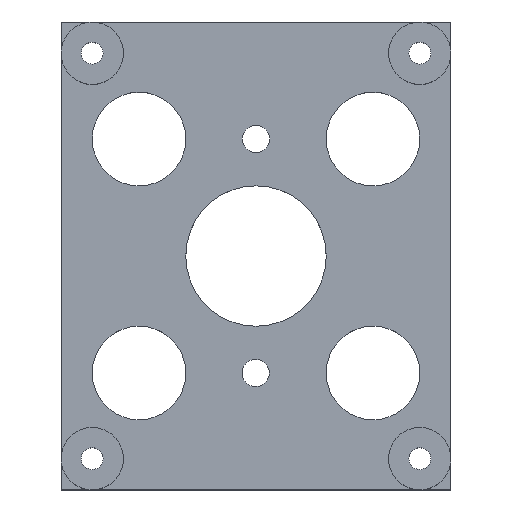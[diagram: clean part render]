
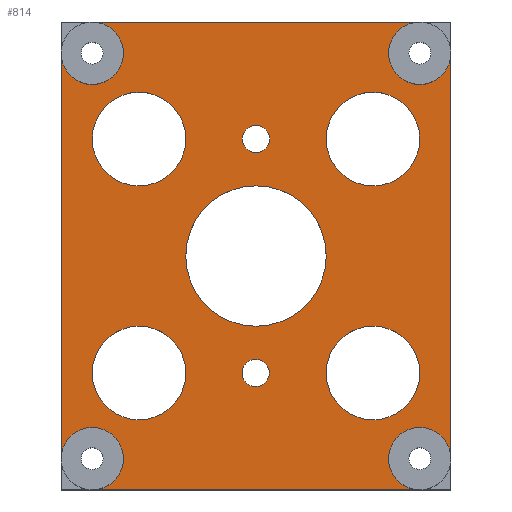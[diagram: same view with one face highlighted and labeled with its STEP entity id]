
A CAD part, top view. The second image highlights one B-rep face of the part: STEP entity #814.
In plain terms, the highlighted planar face has unit normal (0, 0, 1).
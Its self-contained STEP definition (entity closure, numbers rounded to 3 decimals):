
#39=FACE_BOUND('',#176,.T.);
#40=FACE_BOUND('',#177,.T.);
#41=FACE_BOUND('',#178,.T.);
#42=FACE_BOUND('',#179,.T.);
#43=FACE_BOUND('',#180,.T.);
#44=FACE_BOUND('',#181,.T.);
#45=FACE_BOUND('',#182,.T.);
#65=PLANE('',#927);
#114=FACE_OUTER_BOUND('',#175,.T.);
#175=EDGE_LOOP('',(#658,#659,#660,#661,#662,#663,#664,#665));
#176=EDGE_LOOP('',(#666));
#177=EDGE_LOOP('',(#667));
#178=EDGE_LOOP('',(#668));
#179=EDGE_LOOP('',(#669));
#180=EDGE_LOOP('',(#670));
#181=EDGE_LOOP('',(#671));
#182=EDGE_LOOP('',(#672));
#228=LINE('',#1322,#287);
#232=LINE('',#1334,#291);
#236=LINE('',#1346,#295);
#240=LINE('',#1358,#299);
#287=VECTOR('',#1084,10.);
#291=VECTOR('',#1096,10.);
#295=VECTOR('',#1108,10.);
#299=VECTOR('',#1120,10.);
#345=CIRCLE('',#891,6.);
#347=CIRCLE('',#894,1.75);
#349=CIRCLE('',#897,6.);
#351=CIRCLE('',#900,6.);
#353=CIRCLE('',#903,1.75);
#355=CIRCLE('',#906,6.);
#357=CIRCLE('',#909,9.);
#360=CIRCLE('',#914,4.);
#362=CIRCLE('',#918,4.);
#364=CIRCLE('',#922,4.);
#366=CIRCLE('',#926,4.);
#391=VERTEX_POINT('',#1274);
#393=VERTEX_POINT('',#1280);
#395=VERTEX_POINT('',#1286);
#397=VERTEX_POINT('',#1292);
#399=VERTEX_POINT('',#1298);
#401=VERTEX_POINT('',#1304);
#403=VERTEX_POINT('',#1310);
#407=VERTEX_POINT('',#1319);
#408=VERTEX_POINT('',#1321);
#410=VERTEX_POINT('',#1327);
#412=VERTEX_POINT('',#1333);
#414=VERTEX_POINT('',#1339);
#416=VERTEX_POINT('',#1345);
#418=VERTEX_POINT('',#1351);
#420=VERTEX_POINT('',#1357);
#469=EDGE_CURVE('',#391,#391,#345,.T.);
#472=EDGE_CURVE('',#393,#393,#347,.T.);
#475=EDGE_CURVE('',#395,#395,#349,.T.);
#478=EDGE_CURVE('',#397,#397,#351,.T.);
#481=EDGE_CURVE('',#399,#399,#353,.T.);
#484=EDGE_CURVE('',#401,#401,#355,.T.);
#487=EDGE_CURVE('',#403,#403,#357,.T.);
#492=EDGE_CURVE('',#408,#407,#228,.T.);
#495=EDGE_CURVE('',#410,#408,#360,.T.);
#498=EDGE_CURVE('',#412,#410,#232,.T.);
#501=EDGE_CURVE('',#414,#412,#362,.T.);
#504=EDGE_CURVE('',#416,#414,#236,.T.);
#507=EDGE_CURVE('',#418,#416,#364,.T.);
#510=EDGE_CURVE('',#420,#418,#240,.T.);
#513=EDGE_CURVE('',#407,#420,#366,.T.);
#658=ORIENTED_EDGE('',*,*,#513,.T.);
#659=ORIENTED_EDGE('',*,*,#510,.T.);
#660=ORIENTED_EDGE('',*,*,#507,.T.);
#661=ORIENTED_EDGE('',*,*,#504,.T.);
#662=ORIENTED_EDGE('',*,*,#501,.T.);
#663=ORIENTED_EDGE('',*,*,#498,.T.);
#664=ORIENTED_EDGE('',*,*,#495,.T.);
#665=ORIENTED_EDGE('',*,*,#492,.T.);
#666=ORIENTED_EDGE('',*,*,#469,.T.);
#667=ORIENTED_EDGE('',*,*,#472,.T.);
#668=ORIENTED_EDGE('',*,*,#475,.T.);
#669=ORIENTED_EDGE('',*,*,#478,.T.);
#670=ORIENTED_EDGE('',*,*,#481,.T.);
#671=ORIENTED_EDGE('',*,*,#484,.T.);
#672=ORIENTED_EDGE('',*,*,#487,.T.);
#814=ADVANCED_FACE('',(#114,#39,#40,#41,#42,#43,#44,#45),#65,.T.);
#891=AXIS2_PLACEMENT_3D('',#1275,#1033,#1034);
#894=AXIS2_PLACEMENT_3D('',#1281,#1040,#1041);
#897=AXIS2_PLACEMENT_3D('',#1287,#1047,#1048);
#900=AXIS2_PLACEMENT_3D('',#1293,#1054,#1055);
#903=AXIS2_PLACEMENT_3D('',#1299,#1061,#1062);
#906=AXIS2_PLACEMENT_3D('',#1305,#1068,#1069);
#909=AXIS2_PLACEMENT_3D('',#1311,#1075,#1076);
#914=AXIS2_PLACEMENT_3D('',#1328,#1090,#1091);
#918=AXIS2_PLACEMENT_3D('',#1340,#1102,#1103);
#922=AXIS2_PLACEMENT_3D('',#1352,#1114,#1115);
#926=AXIS2_PLACEMENT_3D('',#1362,#1126,#1127);
#927=AXIS2_PLACEMENT_3D('',#1363,#1128,#1129);
#1033=DIRECTION('center_axis',(0.,0.,-1.));
#1034=DIRECTION('ref_axis',(-1.,0.,0.));
#1040=DIRECTION('center_axis',(0.,0.,-1.));
#1041=DIRECTION('ref_axis',(-1.,0.,0.));
#1047=DIRECTION('center_axis',(0.,0.,-1.));
#1048=DIRECTION('ref_axis',(-1.,0.,0.));
#1054=DIRECTION('center_axis',(0.,0.,-1.));
#1055=DIRECTION('ref_axis',(-1.,0.,0.));
#1061=DIRECTION('center_axis',(0.,0.,-1.));
#1062=DIRECTION('ref_axis',(-1.,0.,0.));
#1068=DIRECTION('center_axis',(0.,0.,-1.));
#1069=DIRECTION('ref_axis',(-1.,0.,0.));
#1075=DIRECTION('center_axis',(0.,0.,-1.));
#1076=DIRECTION('ref_axis',(-1.,0.,0.));
#1084=DIRECTION('',(0.,1.,0.));
#1090=DIRECTION('center_axis',(0.,0.,-1.));
#1091=DIRECTION('ref_axis',(1.,0.,0.));
#1096=DIRECTION('',(1.,0.,0.));
#1102=DIRECTION('center_axis',(0.,0.,-1.));
#1103=DIRECTION('ref_axis',(1.,0.,0.));
#1108=DIRECTION('',(0.,-1.,0.));
#1114=DIRECTION('center_axis',(0.,0.,-1.));
#1115=DIRECTION('ref_axis',(1.,0.,0.));
#1120=DIRECTION('',(-1.,0.,0.));
#1126=DIRECTION('center_axis',(0.,0.,-1.));
#1127=DIRECTION('ref_axis',(1.,0.,0.));
#1128=DIRECTION('center_axis',(0.,0.,1.));
#1129=DIRECTION('ref_axis',(1.,0.,0.));
#1274=CARTESIAN_POINT('',(21.,15.,3.));
#1275=CARTESIAN_POINT('Origin',(15.,15.,3.));
#1280=CARTESIAN_POINT('',(1.75,15.,3.));
#1281=CARTESIAN_POINT('Origin',(0.,15.,3.));
#1286=CARTESIAN_POINT('',(-9.,15.,3.));
#1287=CARTESIAN_POINT('Origin',(-15.,15.,3.));
#1292=CARTESIAN_POINT('',(21.,-15.,3.));
#1293=CARTESIAN_POINT('Origin',(15.,-15.,3.));
#1298=CARTESIAN_POINT('',(1.707,-15.,3.));
#1299=CARTESIAN_POINT('Origin',(-0.043,-15.,3.));
#1304=CARTESIAN_POINT('',(-9.,-15.,3.));
#1305=CARTESIAN_POINT('Origin',(-15.,-15.,3.));
#1310=CARTESIAN_POINT('',(9.,0.,3.));
#1311=CARTESIAN_POINT('Origin',(0.,0.,3.));
#1319=CARTESIAN_POINT('',(25.,26.,3.));
#1321=CARTESIAN_POINT('',(25.,-26.,3.));
#1322=CARTESIAN_POINT('',(25.,30.,3.));
#1327=CARTESIAN_POINT('',(21.,-30.,3.));
#1328=CARTESIAN_POINT('Origin',(21.,-26.,3.));
#1333=CARTESIAN_POINT('',(-21.,-30.,3.));
#1334=CARTESIAN_POINT('',(25.,-30.,3.));
#1339=CARTESIAN_POINT('',(-25.,-26.,3.));
#1340=CARTESIAN_POINT('Origin',(-21.,-26.,3.));
#1345=CARTESIAN_POINT('',(-25.,26.,3.));
#1346=CARTESIAN_POINT('',(-25.,-30.,3.));
#1351=CARTESIAN_POINT('',(-21.,30.,3.));
#1352=CARTESIAN_POINT('Origin',(-21.,26.,3.));
#1357=CARTESIAN_POINT('',(21.,30.,3.));
#1358=CARTESIAN_POINT('',(-25.,30.,3.));
#1362=CARTESIAN_POINT('Origin',(21.,26.,3.));
#1363=CARTESIAN_POINT('Origin',(0.,0.,3.));
